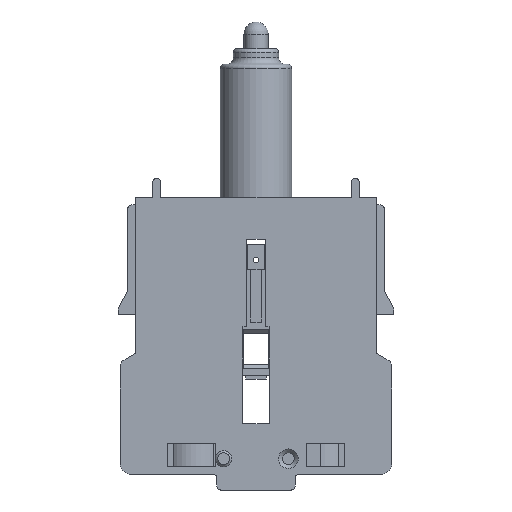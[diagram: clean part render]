
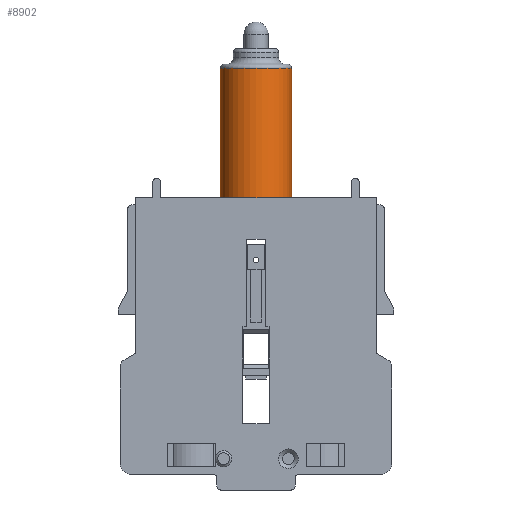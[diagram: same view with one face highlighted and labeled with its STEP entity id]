
A CAD part, front view. The second image highlights one B-rep face of the part: STEP entity #8902.
In plain terms, the highlighted cylindrical face has radius 4.55 mm (diameter 9.1 mm), a partial arc.
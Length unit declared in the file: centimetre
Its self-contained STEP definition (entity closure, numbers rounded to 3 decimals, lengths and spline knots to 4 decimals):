
#134=CYLINDRICAL_SURFACE('',#9464,0.455);
#315=CIRCLE('',#9456,0.455);
#321=CIRCLE('',#9465,0.455);
#322=CIRCLE('',#9466,0.455);
#594=FACE_OUTER_BOUND('',#1115,.T.);
#1115=EDGE_LOOP('',(#6625,#6626,#6627,#6628,#6629));
#1952=LINE('',#15171,#2995);
#1953=LINE('',#15176,#2996);
#2995=VECTOR('',#10813,1.66);
#2996=VECTOR('',#10818,1.66);
#3997=VERTEX_POINT('',#15149);
#3998=VERTEX_POINT('',#15151);
#4005=VERTEX_POINT('',#15170);
#4006=VERTEX_POINT('',#15172);
#4007=VERTEX_POINT('',#15174);
#4973=EDGE_CURVE('',#3998,#3997,#315,.T.);
#4981=EDGE_CURVE('',#4005,#3998,#1952,.T.);
#4982=EDGE_CURVE('',#4006,#4005,#321,.T.);
#4983=EDGE_CURVE('',#4007,#4006,#322,.T.);
#4984=EDGE_CURVE('',#3997,#4007,#1953,.T.);
#6625=ORIENTED_EDGE('',*,*,#4973,.F.);
#6626=ORIENTED_EDGE('',*,*,#4981,.F.);
#6627=ORIENTED_EDGE('',*,*,#4982,.F.);
#6628=ORIENTED_EDGE('',*,*,#4983,.F.);
#6629=ORIENTED_EDGE('',*,*,#4984,.F.);
#8902=ADVANCED_FACE('',(#594),#134,.T.);
#9456=AXIS2_PLACEMENT_3D('',#15153,#10793,#10794);
#9464=AXIS2_PLACEMENT_3D('',#15169,#10811,#10812);
#9465=AXIS2_PLACEMENT_3D('',#15173,#10814,#10815);
#9466=AXIS2_PLACEMENT_3D('',#15175,#10816,#10817);
#10793=DIRECTION('center_axis',(0.,0.,
1.));
#10794=DIRECTION('ref_axis',(0.,-1.,0.));
#10811=DIRECTION('center_axis',(0.,0.,
1.));
#10812=DIRECTION('ref_axis',(-1.,0.,0.));
#10813=DIRECTION('',(0.,0.,1.));
#10814=DIRECTION('center_axis',(0.,0.,
-1.));
#10815=DIRECTION('ref_axis',(-1.,0.,0.));
#10816=DIRECTION('center_axis',(0.,0.,
-1.));
#10817=DIRECTION('ref_axis',(-1.,0.,0.));
#10818=DIRECTION('',(0.,0.,-1.));
#15149=CARTESIAN_POINT('',(0.455,0.,5.08));
#15151=CARTESIAN_POINT('',(-0.455,0.,5.08));
#15153=CARTESIAN_POINT('Origin',(0.,0.,
5.08));
#15169=CARTESIAN_POINT('Origin',(0.,0.,
4.275));
#15170=CARTESIAN_POINT('',(-0.455,0.,3.42));
#15171=CARTESIAN_POINT('',(-0.455,0.,5.13));
#15172=CARTESIAN_POINT('',(0.,-0.455,3.42));
#15173=CARTESIAN_POINT('Origin',(0.,0.,
3.42));
#15174=CARTESIAN_POINT('',(0.455,0.,3.42));
#15175=CARTESIAN_POINT('Origin',(0.,0.,
3.42));
#15176=CARTESIAN_POINT('',(0.455,0.,5.13));
